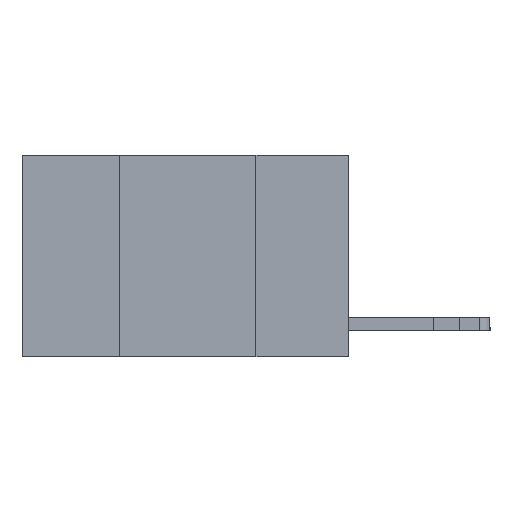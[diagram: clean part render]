
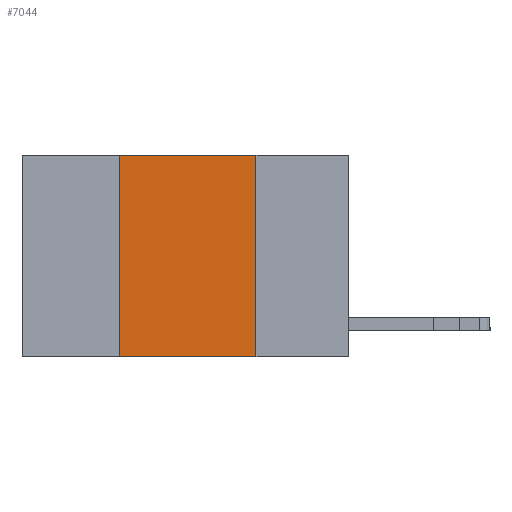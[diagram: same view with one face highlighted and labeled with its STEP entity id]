
A CAD part, left-side view. The second image highlights one B-rep face of the part: STEP entity #7044.
In plain terms, the highlighted planar face has unit normal (-1, 0, 0).
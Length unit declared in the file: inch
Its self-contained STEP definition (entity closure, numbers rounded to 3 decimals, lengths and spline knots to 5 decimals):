
#101 = CARTESIAN_POINT ( 'NONE',  ( 0., 0.42, 0. ) ) ;
#500 = VERTEX_POINT ( 'NONE', #3185 ) ;
#743 = DIRECTION ( 'NONE',  ( 0., 0., -1. ) ) ;
#875 = EDGE_CURVE ( 'NONE', #500, #6714, #1712, .T. ) ;
#1395 = EDGE_CURVE ( 'NONE', #10667, #8605, #9660, .T. ) ;
#1397 = LINE ( 'NONE', #7779, #6665 ) ;
#1712 = LINE ( 'NONE', #9338, #2133 ) ;
#2133 = VECTOR ( 'NONE', #743, 39.37008 ) ;
#3048 = VECTOR ( 'NONE', #6184, 39.37008 ) ;
#3185 = CARTESIAN_POINT ( 'NONE',  ( 0., 0.17, 0. ) ) ;
#3350 = CARTESIAN_POINT ( 'NONE',  ( 0., 0.6, 0. ) ) ;
#4115 = CARTESIAN_POINT ( 'NONE',  ( 0., 0.17, -0.37 ) ) ;
#5065 = EDGE_CURVE ( 'NONE', #10667, #6714, #1397, .T. ) ;
#5143 = AXIS2_PLACEMENT_3D ( 'NONE', #10417, #6162, #13494 ) ;
#5476 = DIRECTION ( 'NONE',  ( 0., -1., 0. ) ) ;
#6162 = DIRECTION ( 'NONE',  ( 1., 0., 0. ) ) ;
#6184 = DIRECTION ( 'NONE',  ( 0., 0., 1. ) ) ;
#6665 = VECTOR ( 'NONE', #5476, 39.37008 ) ;
#6714 = VERTEX_POINT ( 'NONE', #4115 ) ;
#6988 = EDGE_LOOP ( 'NONE', ( #9259, #8490, #11039, #10847 ) ) ;
#7044 = ADVANCED_FACE ( 'NONE', ( #7197 ), #7060, .F. ) ;
#7060 = PLANE ( 'NONE',  #5143 ) ;
#7197 = FACE_OUTER_BOUND ( 'NONE', #6988, .T. ) ;
#7559 = LINE ( 'NONE', #3350, #10552 ) ;
#7779 = CARTESIAN_POINT ( 'NONE',  ( 0., 0.6, -0.37 ) ) ;
#8304 = CARTESIAN_POINT ( 'NONE',  ( 0., 0.42, -0.37 ) ) ;
#8490 = ORIENTED_EDGE ( 'NONE', *, *, #9939, .F. ) ;
#8605 = VERTEX_POINT ( 'NONE', #9514 ) ;
#9259 = ORIENTED_EDGE ( 'NONE', *, *, #875, .F. ) ;
#9338 = CARTESIAN_POINT ( 'NONE',  ( 0., 0.17, 0. ) ) ;
#9514 = CARTESIAN_POINT ( 'NONE',  ( 0., 0.42, 0. ) ) ;
#9660 = LINE ( 'NONE', #101, #3048 ) ;
#9939 = EDGE_CURVE ( 'NONE', #8605, #500, #7559, .T. ) ;
#10417 = CARTESIAN_POINT ( 'NONE',  ( 0., 0.6, 0. ) ) ;
#10552 = VECTOR ( 'NONE', #12794, 39.37008 ) ;
#10667 = VERTEX_POINT ( 'NONE', #8304 ) ;
#10847 = ORIENTED_EDGE ( 'NONE', *, *, #5065, .T. ) ;
#11039 = ORIENTED_EDGE ( 'NONE', *, *, #1395, .F. ) ;
#12794 = DIRECTION ( 'NONE',  ( 0., -1., 0. ) ) ;
#13494 = DIRECTION ( 'NONE',  ( 0., 0., -1. ) ) ;
